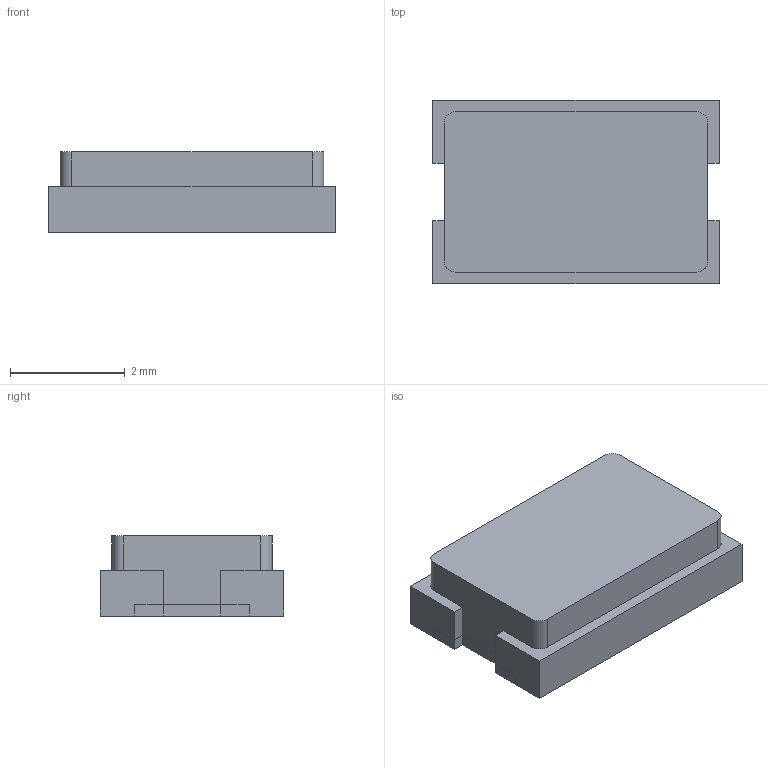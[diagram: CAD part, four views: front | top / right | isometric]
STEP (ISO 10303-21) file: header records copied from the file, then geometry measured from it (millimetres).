
FILE_DESCRIPTION (( 'STEP AP203' ), '1' );
FILE_NAME ('CRYSTAL-SMD_2P-L5.0-W3.2.STEP', '2022-01-06T15:04:49', ( '微软用户' ), ( '微软中国' ), 'SwSTEP 2.0', 'SolidWorks 2020', '' );
FILE_SCHEMA (( 'CONFIG_CONTROL_DESIGN' ));
Length unit declared in the file: millimetre
Products named in the file (1): CRYSTAL-SMD_2P-L5.0-W3.2
Bounding box: 5 x 3.2 x 1.4 mm (x, y, z)
Volume: 20.2 mm3; surface area: 67.6 mm2
Topology: 3 solids, 3 shells, 109 faces, 288 edges, 192 vertices
Faces by surface type: plane 91, bspline 14, cylinder 4
Entity records: 4083 total; most frequent: CARTESIAN_POINT 1388, ORIENTED_EDGE 576, DIRECTION 460, EDGE_CURVE 288, VECTOR 252, LINE 252, VERTEX_POINT 192, EDGE_LOOP 116
